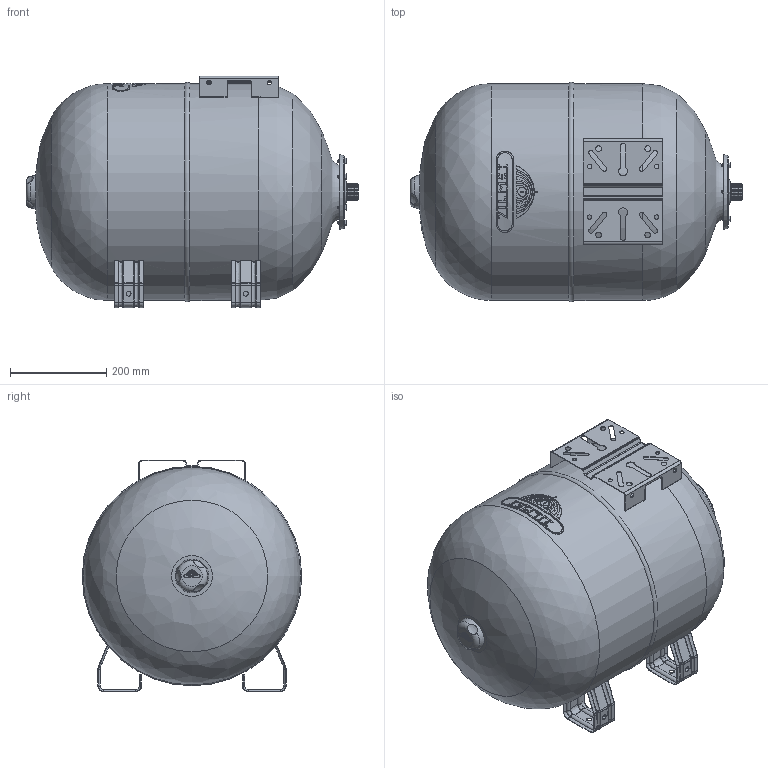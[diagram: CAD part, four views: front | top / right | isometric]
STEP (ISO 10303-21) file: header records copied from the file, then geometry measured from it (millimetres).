
FILE_DESCRIPTION(/* description */ (''),/* implementation_level */ '2;1');
FILE_NAME(/* name */ '06_ULTRA-PRO 80L Н 10bar_11000080051.stp',/* time_stamp */ '2019-09-05T12:24:46+03:00',/* author */ ('shkarinov'),/* organization */ (''),/* preprocessor_version */ 'ST-DEVELOPER v16.5',/* originating_system */ 'Autodesk Inventor 2017',/* authorisation */ '');
FILE_SCHEMA (('AUTOMOTIVE_DESIGN { 1 0 10303 214 3 1 1 }'));
Length unit declared in the file: inch
Products named in the file (1): 06_ULTRA-PRO 80L Н 10bar_11000080051
Bounding box: 688.44 x 454.97 x 480 mm (x, y, z)
Volume: 84341258 mm3; surface area: 1238323.1 mm2
Topology: 1 solids, 2 shells, 899 faces, 2204 edges, 1352 vertices
Faces by surface type: plane 437, cylinder 238, cone 108, bspline 73, torus 40, sphere 3
Full cylindrical faces by diameter (mm): 6 x6, 9 x8, 10 x8, 12 x4, 30.25 x2, 107.757 x1, 145.241 x1, 450 x2
Entity records: 30644 total; most frequent: CARTESIAN_POINT 8992, DIRECTION 4304, ORIENTED_EDGE 4202, EDGE_CURVE 2099, AXIS2_PLACEMENT_3D 1541, VERTEX_POINT 1335, LINE 1222, VECTOR 1222
